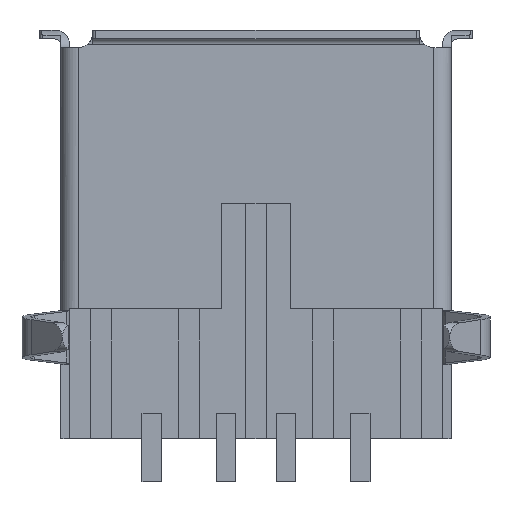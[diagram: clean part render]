
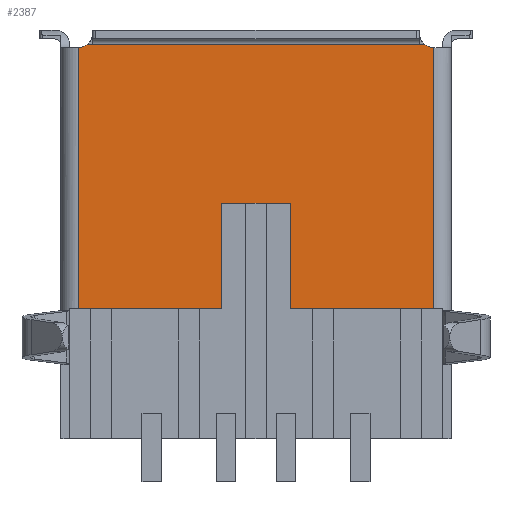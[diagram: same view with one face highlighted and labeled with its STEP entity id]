
A CAD part, front view. The second image highlights one B-rep face of the part: STEP entity #2387.
In plain terms, the highlighted planar face has unit normal (0, -1, 0).
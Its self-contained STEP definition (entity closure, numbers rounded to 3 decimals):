
#1295=VERTEX_POINT('',#3793);
#1425=EDGE_CURVE('',#2917,#2357,#3935,.T.);
#1545=VERTEX_POINT('',#4070);
#1565=VERTEX_POINT('',#4090);
#1581=VERTEX_POINT('',#4108);
#1631=EDGE_CURVE('',#1295,#1953,#4163,.T.);
#1647=EDGE_CURVE('',#3703,#1581,#4180,.T.);
#1953=VERTEX_POINT('',#4507);
#2121=EDGE_CURVE('',#2745,#1565,#4693,.T.);
#2357=VERTEX_POINT('',#4952);
#2387=ADVANCED_FACE('',(#4985),#4986,.T.);
#2403=EDGE_CURVE('',#3643,#3089,#5005,.T.);
#2459=EDGE_CURVE('',#3703,#1295,#5066,.T.);
#2603=VERTEX_POINT('',#5220);
#2745=VERTEX_POINT('',#5375);
#2907=EDGE_CURVE('',#3089,#2603,#5548,.T.);
#2917=VERTEX_POINT('',#5559);
#3089=VERTEX_POINT('',#5746);
#3189=EDGE_CURVE('',#1545,#1581,#5853,.T.);
#3357=EDGE_CURVE('',#2357,#1545,#6034,.T.);
#3419=EDGE_CURVE('',#1565,#3643,#6099,.T.);
#3507=EDGE_CURVE('',#1953,#2745,#6192,.T.);
#3529=EDGE_CURVE('',#2603,#2917,#6217,.T.);
#3643=VERTEX_POINT('',#6341);
#3703=VERTEX_POINT('',#6405);
#3793=CARTESIAN_POINT('',(-5.963,0.615,-0.587));
#3935=LINE('',#6738,#6739);
#4070=CARTESIAN_POINT('',(5.963,0.615,-0.587));
#4090=CARTESIAN_POINT('',(-1.16,0.615,-9.35));
#4108=CARTESIAN_POINT('',(5.668,0.615,-0.487));
#4163=LINE('',#7061,#7062);
#4180=LINE('',#7083,#7084);
#4507=CARTESIAN_POINT('',(-5.969,0.615,-0.587));
#4693=LINE('',#7864,#7865);
#4952=CARTESIAN_POINT('',(5.969,0.615,-0.587));
#4985=FACE_OUTER_BOUND('',#8317,.T.);
#4986=PLANE('',#8318);
#5005=LINE('',#8343,#8344);
#5066=CIRCLE('',#8428,0.487);
#5220=CARTESIAN_POINT('',(1.16,0.615,-9.35));
#5375=CARTESIAN_POINT('',(-5.969,0.615,-9.35));
#5548=LINE('',#9113,#9114);
#5559=CARTESIAN_POINT('',(5.969,0.615,-9.35));
#5746=CARTESIAN_POINT('',(1.16,0.615,-5.8));
#5853=CIRCLE('',#9586,0.487);
#6034=LINE('',#9857,#9858);
#6099=LINE('',#9977,#9978);
#6192=LINE('',#10107,#10108);
#6217=LINE('',#10170,#10171);
#6341=CARTESIAN_POINT('',(-1.16,0.615,-5.8));
#6405=CARTESIAN_POINT('',(-5.668,0.615,-0.487));
#6738=CARTESIAN_POINT('',(5.969,0.615,-4.934));
#6739=VECTOR('',#10719,1.0);
#7061=CARTESIAN_POINT('',(-7.125,0.615,-0.587));
#7062=VECTOR('',#10976,1.0);
#7083=CARTESIAN_POINT('',(-8.0,0.615,-0.487));
#7084=VECTOR('',#10989,1.0);
#7864=CARTESIAN_POINT('',(-6.1,0.615,-9.35));
#7865=VECTOR('',#11531,1.0);
#8317=EDGE_LOOP('',(#11873,#11874,#11875,#11876,#11877,#11878,#11879,#11880,#11881,#11882,#11883,#11884));
#8318=AXIS2_PLACEMENT_3D('',#11885,#11886,#11887);
#8343=CARTESIAN_POINT('',(-4.,0.615,-5.8));
#8344=VECTOR('',#11926,1.0);
#8428=AXIS2_PLACEMENT_3D('',#11994,#11995,#11996);
#9113=CARTESIAN_POINT('',(1.16,0.615,-8.454));
#9114=VECTOR('',#12492,1.0);
#9586=AXIS2_PLACEMENT_3D('',#12837,#12838,#12839);
#9857=CARTESIAN_POINT('',(-1.018,0.615,-0.587));
#9858=VECTOR('',#13016,1.0);
#9977=CARTESIAN_POINT('',(-1.16,0.615,-8.454));
#9978=VECTOR('',#13067,1.0);
#10107=CARTESIAN_POINT('',(-5.969,0.615,-4.934));
#10108=VECTOR('',#13183,1.0);
#10170=CARTESIAN_POINT('',(-1.9,0.615,-9.35));
#10171=VECTOR('',#13217,1.0);
#10719=DIRECTION('',(0.,-0.0,1.0));
#10976=DIRECTION('',(-1.0,0.0,0.));
#10989=DIRECTION('',(1.0,0.0,0.));
#11531=DIRECTION('',(1.0,0.0,0.));
#11873=ORIENTED_EDGE('',*,*,#3529,.T.);
#11874=ORIENTED_EDGE('',*,*,#1425,.T.);
#11875=ORIENTED_EDGE('',*,*,#3357,.T.);
#11876=ORIENTED_EDGE('',*,*,#3189,.T.);
#11877=ORIENTED_EDGE('',*,*,#1647,.F.);
#11878=ORIENTED_EDGE('',*,*,#2459,.T.);
#11879=ORIENTED_EDGE('',*,*,#1631,.T.);
#11880=ORIENTED_EDGE('',*,*,#3507,.T.);
#11881=ORIENTED_EDGE('',*,*,#2121,.T.);
#11882=ORIENTED_EDGE('',*,*,#3419,.T.);
#11883=ORIENTED_EDGE('',*,*,#2403,.T.);
#11884=ORIENTED_EDGE('',*,*,#2907,.T.);
#11885=CARTESIAN_POINT('',(-8.0,0.615,-9.382));
#11886=DIRECTION('',(0.0,-1.0,0.0));
#11887=DIRECTION('',(0.,0.0,-1.0));
#11926=DIRECTION('',(1.0,0.0,0.));
#11994=CARTESIAN_POINT('',(-5.963,0.615,-0.1));
#11995=DIRECTION('',(0.0,1.0,0.0));
#11996=DIRECTION('',(-1.0,0.0,0.));
#12492=DIRECTION('',(0.,0.0,-1.0));
#12837=CARTESIAN_POINT('',(5.963,0.615,-0.1));
#12838=DIRECTION('',(0.0,1.0,0.0));
#12839=DIRECTION('',(-1.0,0.0,0.));
#13016=DIRECTION('',(-1.0,0.0,0.));
#13067=DIRECTION('',(0.,0.0,1.0));
#13183=DIRECTION('',(0.,0.0,-1.0));
#13217=DIRECTION('',(1.0,0.0,0.));
